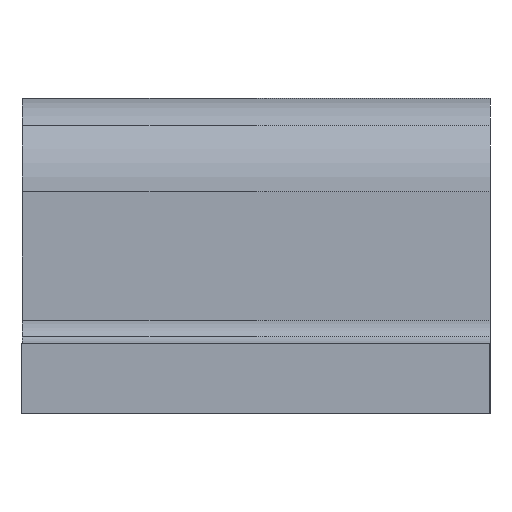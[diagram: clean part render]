
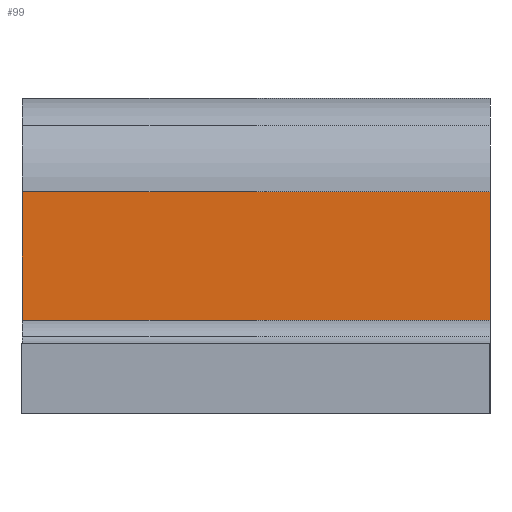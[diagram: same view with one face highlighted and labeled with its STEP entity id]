
A CAD part, left-side view. The second image highlights one B-rep face of the part: STEP entity #99.
In plain terms, the highlighted planar face has unit normal (-1, 0, 0).
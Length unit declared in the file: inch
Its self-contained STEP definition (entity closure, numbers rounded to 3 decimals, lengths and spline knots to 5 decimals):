
#99=ADVANCED_FACE('',(#213),#214,.T.);
#213=FACE_OUTER_BOUND('',#335,.T.);
#214=PLANE('',#336);
#335=EDGE_LOOP('',(#575,#576,#577,#578));
#336=AXIS2_PLACEMENT_3D('',#579,#580,#581);
#575=ORIENTED_EDGE('',*,*,#839,.F.);
#576=ORIENTED_EDGE('',*,*,#840,.T.);
#577=ORIENTED_EDGE('',*,*,#841,.F.);
#578=ORIENTED_EDGE('',*,*,#797,.F.);
#579=CARTESIAN_POINT('',(-1.06299,0.7874,-0.82677));
#580=DIRECTION('',(-1.0,0.,0.0));
#581=DIRECTION('',(0.,-1.0,0.0));
#797=EDGE_CURVE('',#979,#981,#982,.T.);
#839=EDGE_CURVE('',#1040,#979,#1041,.T.);
#840=EDGE_CURVE('',#1040,#1042,#1043,.T.);
#841=EDGE_CURVE('',#981,#1042,#1044,.T.);
#979=VERTEX_POINT('',#1217);
#981=VERTEX_POINT('',#1219);
#982=LINE('',#1220,#1221);
#1040=VERTEX_POINT('',#1295);
#1041=LINE('',#1296,#1297);
#1042=VERTEX_POINT('',#1298);
#1043=LINE('',#1299,#1300);
#1044=LINE('',#1301,#1302);
#1217=CARTESIAN_POINT('',(-1.06299,0.7874,-0.51181));
#1219=CARTESIAN_POINT('',(-1.06299,0.7874,-0.07874));
#1220=CARTESIAN_POINT('',(-1.06299,0.7874,-0.82677));
#1221=VECTOR('',#1430,0.3937);
#1295=CARTESIAN_POINT('',(-1.06299,-0.7874,-0.51181));
#1296=CARTESIAN_POINT('',(-1.06299,0.7874,-0.51181));
#1297=VECTOR('',#1498,0.3937);
#1298=CARTESIAN_POINT('',(-1.06299,-0.7874,-0.07874));
#1299=CARTESIAN_POINT('',(-1.06299,-0.7874,-0.82677));
#1300=VECTOR('',#1499,0.3937);
#1301=CARTESIAN_POINT('',(-1.06299,0.7874,-0.07874));
#1302=VECTOR('',#1500,0.3937);
#1430=DIRECTION('',(0.,0.,1.0));
#1498=DIRECTION('',(0.,1.0,0.));
#1499=DIRECTION('',(0.,0.,1.0));
#1500=DIRECTION('',(0.,-1.0,0.0));
